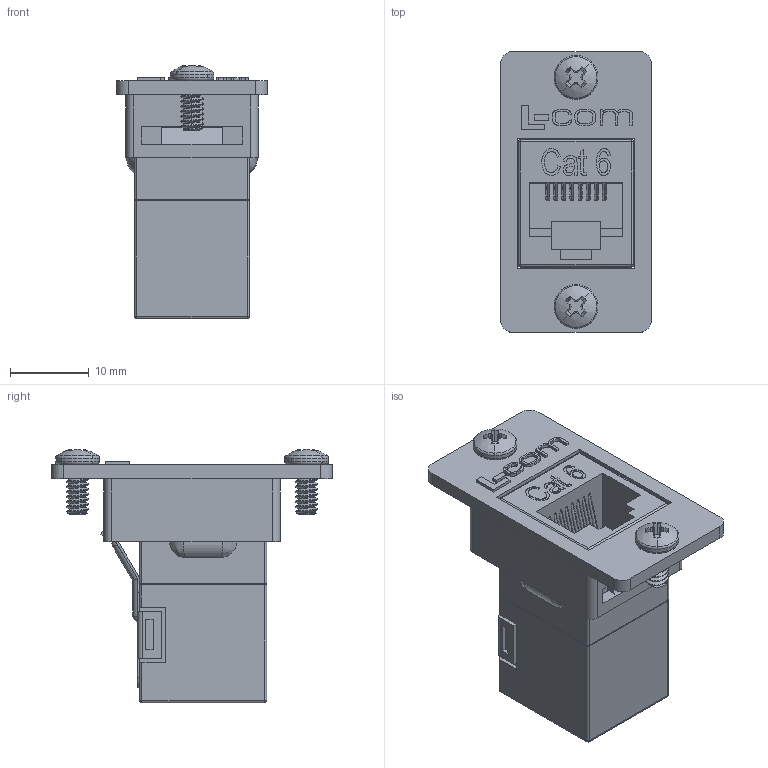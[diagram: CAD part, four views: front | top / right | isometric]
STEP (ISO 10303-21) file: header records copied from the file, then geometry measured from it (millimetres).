
FILE_DESCRIPTION (( 'STEP AP203' ), '1' );
FILE_NAME ('ECF504-SC6.STEP', '2015-10-26T17:38:52', ( 'x' ), ( '' ), 'SwSTEP 2.0', 'SolidWorks 2014', '' );
FILE_SCHEMA (( 'CONFIG_CONTROL_DESIGN' ));
Length unit declared in the file: inch
Products named in the file (4): 91772A106_91772A106; ECF504-SC6; ECF-SK_with Global Connectivity logo; TDG1026KS-C6_New Logo - Latch Depressed
Assembly tree (4 placements, depth 2):
  ECF504-SC6
    ECF-SK_with Global Connectivity logo
    TDG1026KS-C6_New Logo - Latch Depressed
    91772A106_91772A106  x2
Bounding box: 19.05 x 35.56 x 32.09 mm (x, y, z)
Volume: 6597.5 mm3; surface area: 6261.8 mm2
Topology: 4 solids, 4 shells, 729 faces, 2035 edges, 1332 vertices
Faces by surface type: plane 338, cylinder 180, bspline 170, cone 18, sphere 12, torus 11
Entity records: 26717 total; most frequent: CARTESIAN_POINT 11514, ORIENTED_EDGE 3462, DIRECTION 2428, EDGE_CURVE 1731, VERTEX_POINT 1139, LINE 1098, VECTOR 1098, EDGE_LOOP 704
